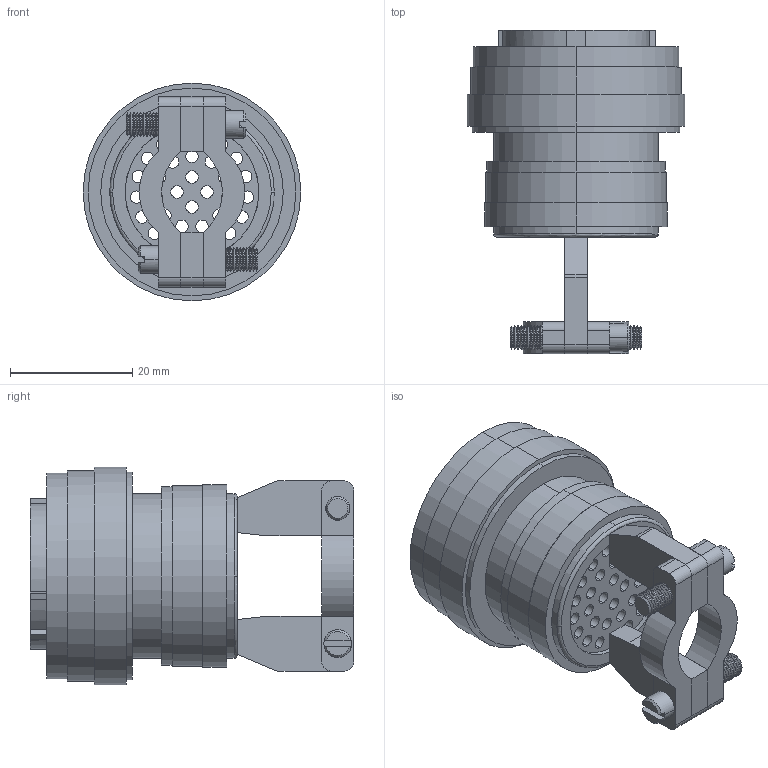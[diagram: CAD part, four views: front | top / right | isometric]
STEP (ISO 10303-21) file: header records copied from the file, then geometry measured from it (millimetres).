
FILE_DESCRIPTION (( 'STEP AP203' ), '1' );
FILE_NAME ('A8275-5-CN.STEP', '2014-04-07T16:39:53', ( '' ), ( '' ), 'SwSTEP 2.0', 'SolidWorks 2014', '' );
FILE_SCHEMA (( 'CONFIG_CONTROL_DESIGN' ));
Length unit declared in the file: inch
Products named in the file (1): A8275-5-CN
Bounding box: 35.56 x 52.86 x 35.56 mm (x, y, z)
Volume: 22179.6 mm3; surface area: 18002.7 mm2
Topology: 7 solids, 7 shells, 494 faces, 1202 edges, 734 vertices
Faces by surface type: cylinder 225, cone 172, plane 95, bspline 2
Entity records: 14766 total; most frequent: DIRECTION 2801, CARTESIAN_POINT 2503, ORIENTED_EDGE 2404, EDGE_CURVE 1202, AXIS2_PLACEMENT_3D 1120, VERTEX_POINT 734, CIRCLE 627, EDGE_LOOP 582
